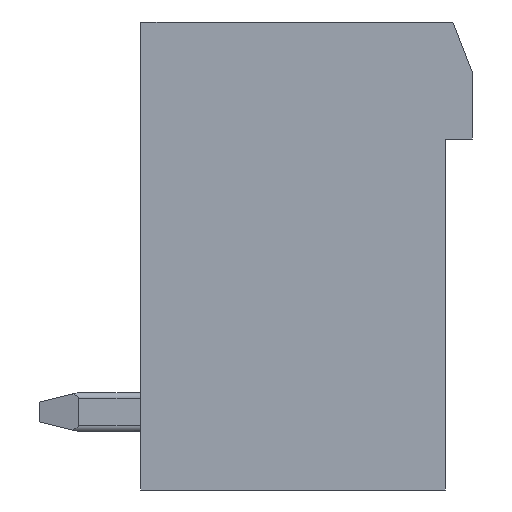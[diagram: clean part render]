
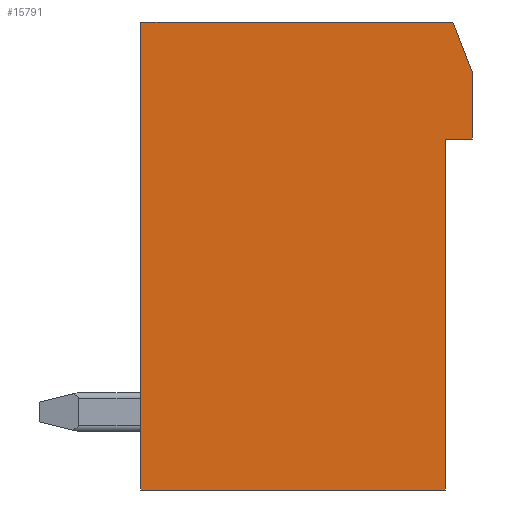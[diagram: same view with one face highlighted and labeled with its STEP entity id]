
A CAD part, left-side view. The second image highlights one B-rep face of the part: STEP entity #15791.
In plain terms, the highlighted planar face has unit normal (-1, 0, 0).
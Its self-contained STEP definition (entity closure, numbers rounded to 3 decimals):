
#4074=DIRECTION('',(0.,0.,1.));
#4075=VECTOR('',#4074,12.);
#4076=CARTESIAN_POINT('',(-27.94,3.9,-12.));
#4077=LINE('',#4076,#4075);
#4078=DIRECTION('',(0.,-1.,0.));
#4079=VECTOR('',#4078,8.);
#4080=CARTESIAN_POINT('',(-27.94,3.9,0.));
#4081=LINE('',#4080,#4079);
#4082=DIRECTION('',(0.,-0.359,-0.933));
#4083=VECTOR('',#4082,1.393);
#4084=CARTESIAN_POINT('',(-27.94,-4.1,0.));
#4085=LINE('',#4084,#4083);
#4086=DIRECTION('',(0.,0.,-1.));
#4087=VECTOR('',#4086,1.7);
#4088=CARTESIAN_POINT('',(-27.94,-4.6,-1.3));
#4089=LINE('',#4088,#4087);
#4090=DIRECTION('',(0.,1.,0.));
#4091=VECTOR('',#4090,0.7);
#4092=CARTESIAN_POINT('',(-27.94,-4.6,-3.));
#4093=LINE('',#4092,#4091);
#4094=DIRECTION('',(0.,0.,-1.));
#4095=VECTOR('',#4094,9.);
#4096=CARTESIAN_POINT('',(-27.94,-3.9,-3.));
#4097=LINE('',#4096,#4095);
#4098=DIRECTION('',(0.,1.,0.));
#4099=VECTOR('',#4098,7.8);
#4100=CARTESIAN_POINT('',(-27.94,-3.9,-12.));
#4101=LINE('',#4100,#4099);
#10479=CARTESIAN_POINT('',(-27.94,3.9,-12.));
#10480=CARTESIAN_POINT('',(-27.94,3.9,0.));
#10481=VERTEX_POINT('',#10479);
#10482=VERTEX_POINT('',#10480);
#10483=CARTESIAN_POINT('',(-27.94,-4.1,0.));
#10484=VERTEX_POINT('',#10483);
#10485=CARTESIAN_POINT('',(-27.94,-4.6,-1.3));
#10486=VERTEX_POINT('',#10485);
#10487=CARTESIAN_POINT('',(-27.94,-4.6,-3.));
#10488=VERTEX_POINT('',#10487);
#10489=CARTESIAN_POINT('',(-27.94,-3.9,-3.));
#10490=VERTEX_POINT('',#10489);
#10491=CARTESIAN_POINT('',(-27.94,-3.9,-12.));
#10492=VERTEX_POINT('',#10491);
#15777=CARTESIAN_POINT('',(-27.94,5.3,-15.5));
#15778=DIRECTION('',(-1.,0.,0.));
#15779=DIRECTION('',(0.,-1.,0.));
#15780=AXIS2_PLACEMENT_3D('',#15777,#15778,#15779);
#15781=PLANE('',#15780);
#15782=ORIENTED_EDGE('',*,*,#11034,.T.);
#15783=ORIENTED_EDGE('',*,*,#11862,.T.);
#15784=ORIENTED_EDGE('',*,*,#14952,.T.);
#15785=ORIENTED_EDGE('',*,*,#15206,.T.);
#15786=ORIENTED_EDGE('',*,*,#15247,.T.);
#15787=ORIENTED_EDGE('',*,*,#15268,.T.);
#15788=ORIENTED_EDGE('',*,*,#15288,.T.);
#15789=EDGE_LOOP('',(#15782,#15783,#15784,#15785,#15786,#15787,#15788));
#15790=FACE_OUTER_BOUND('',#15789,.F.);
#15791=ADVANCED_FACE('',(#15790),#15781,.T.);
#11034=EDGE_CURVE('',#10481,#10482,#4077,.T.);
#11862=EDGE_CURVE('',#10482,#10484,#4081,.T.);
#14952=EDGE_CURVE('',#10484,#10486,#4085,.T.);
#15206=EDGE_CURVE('',#10486,#10488,#4089,.T.);
#15247=EDGE_CURVE('',#10488,#10490,#4093,.T.);
#15268=EDGE_CURVE('',#10490,#10492,#4097,.T.);
#15288=EDGE_CURVE('',#10492,#10481,#4101,.T.);
